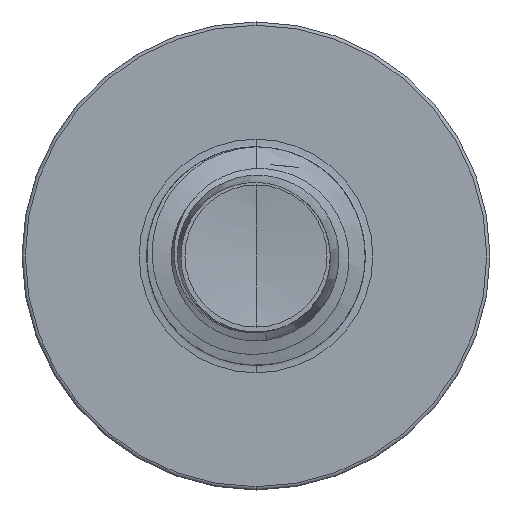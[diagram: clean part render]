
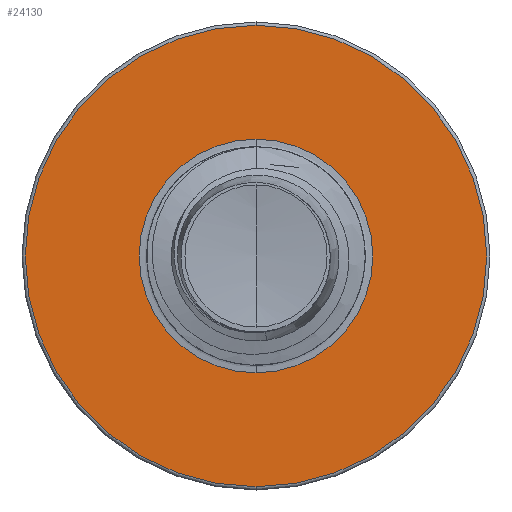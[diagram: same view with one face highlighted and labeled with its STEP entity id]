
A CAD part, front view. The second image highlights one B-rep face of the part: STEP entity #24130.
In plain terms, the highlighted planar face has unit normal (0, -1, 0).
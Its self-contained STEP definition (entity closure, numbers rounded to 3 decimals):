
#960 = CARTESIAN_POINT ( 'NONE',  ( 0., 16., -1.872 ) ) ;
#1791 = DIRECTION ( 'NONE',  ( 0., 1., 0. ) ) ;
#3263 = DIRECTION ( 'NONE',  ( 0., 1., 0. ) ) ;
#3574 = EDGE_CURVE ( 'NONE', #15756, #25362, #28686, .T. ) ;
#3835 = CIRCLE ( 'NONE', #3993, 1.872 ) ;
#3838 = ORIENTED_EDGE ( 'NONE', *, *, #3574, .F. ) ;
#3984 = CARTESIAN_POINT ( 'NONE',  ( 0., 16., 0. ) ) ;
#3993 = AXIS2_PLACEMENT_3D ( 'NONE', #19035, #1791, #21943 ) ;
#4376 = AXIS2_PLACEMENT_3D ( 'NONE', #3984, #24136, #6877 ) ;
#6481 = CARTESIAN_POINT ( 'NONE',  ( 0., 16., -1.872 ) ) ;
#6790 = AXIS2_PLACEMENT_3D ( 'NONE', #20509, #3263, #23416 ) ;
#6877 = DIRECTION ( 'NONE',  ( 0., 0., 1. ) ) ;
#9654 = CARTESIAN_POINT ( 'NONE',  ( 0., 16., 1.872 ) ) ;
#11329 = VERTEX_POINT ( 'NONE', #9654 ) ;
#11562 = EDGE_CURVE ( 'NONE', #32312, #11329, #3835, .T. ) ;
#12304 = CARTESIAN_POINT ( 'NONE',  ( 0., 16., 0. ) ) ;
#13004 = CIRCLE ( 'NONE', #4376, 1.872 ) ;
#13977 = ORIENTED_EDGE ( 'NONE', *, *, #11562, .T. ) ;
#14262 = EDGE_LOOP ( 'NONE', ( #21564, #3838 ) ) ;
#14767 = FACE_BOUND ( 'NONE', #20121, .T. ) ;
#15162 = DIRECTION ( 'NONE',  ( 0., 1., 0. ) ) ;
#15203 = DIRECTION ( 'NONE',  ( 0., 0., 1. ) ) ;
#15756 = VERTEX_POINT ( 'NONE', #28014 ) ;
#19035 = CARTESIAN_POINT ( 'NONE',  ( 0., 16., 0. ) ) ;
#20121 = EDGE_LOOP ( 'NONE', ( #32505, #13977 ) ) ;
#20509 = CARTESIAN_POINT ( 'NONE',  ( 0., 16., 0. ) ) ;
#21564 = ORIENTED_EDGE ( 'NONE', *, *, #26544, .F. ) ;
#21943 = DIRECTION ( 'NONE',  ( 0., 0., 1. ) ) ;
#22716 = CARTESIAN_POINT ( 'NONE',  ( 0., 16., 3.698 ) ) ;
#23416 = DIRECTION ( 'NONE',  ( 0., 0., 1. ) ) ;
#24130 = ADVANCED_FACE ( 'NONE', ( #36891, #14767 ), #35209, .F. ) ;
#24136 = DIRECTION ( 'NONE',  ( 0., 1., 0. ) ) ;
#24336 = EDGE_CURVE ( 'NONE', #11329, #32312, #13004, .T. ) ;
#25362 = VERTEX_POINT ( 'NONE', #22716 ) ;
#26544 = EDGE_CURVE ( 'NONE', #25362, #15756, #34222, .T. ) ;
#28014 = CARTESIAN_POINT ( 'NONE',  ( 0., 16., -3.697 ) ) ;
#28686 = CIRCLE ( 'NONE', #34803, 3.697 ) ;
#32088 = AXIS2_PLACEMENT_3D ( 'NONE', #6481, #15162, #35333 ) ;
#32312 = VERTEX_POINT ( 'NONE', #960 ) ;
#32477 = DIRECTION ( 'NONE',  ( 0., 1., 0. ) ) ;
#32505 = ORIENTED_EDGE ( 'NONE', *, *, #24336, .T. ) ;
#34222 = CIRCLE ( 'NONE', #6790, 3.697 ) ;
#34803 = AXIS2_PLACEMENT_3D ( 'NONE', #12304, #32477, #15203 ) ;
#35209 = PLANE ( 'NONE',  #32088 ) ;
#35333 = DIRECTION ( 'NONE',  ( 0., 0., 1. ) ) ;
#36891 = FACE_OUTER_BOUND ( 'NONE', #14262, .T. ) ;
